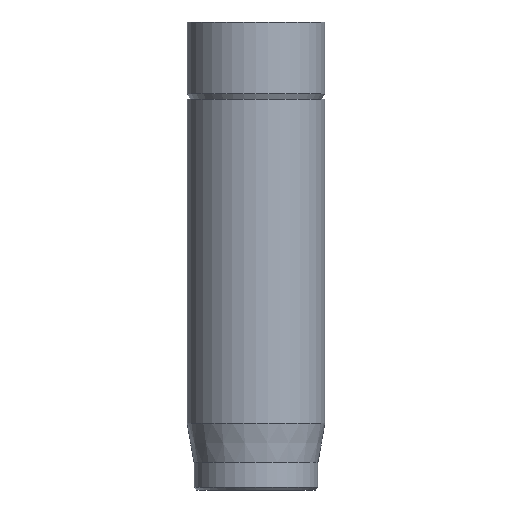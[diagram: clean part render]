
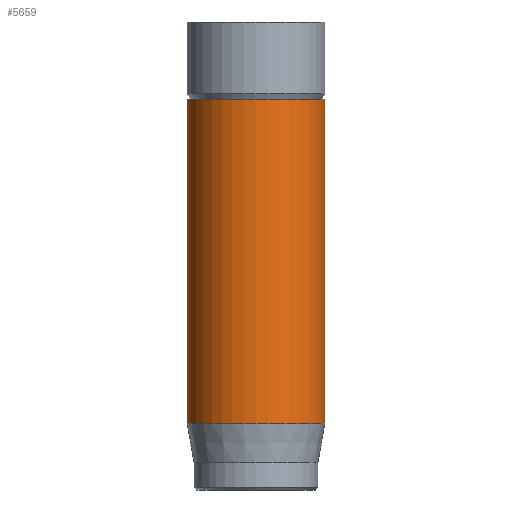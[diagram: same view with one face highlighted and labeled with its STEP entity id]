
A CAD part, front view. The second image highlights one B-rep face of the part: STEP entity #5659.
In plain terms, the highlighted cylindrical face has radius 2.5 mm (diameter 5 mm), a full revolution.
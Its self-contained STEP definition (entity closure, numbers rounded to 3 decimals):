
#811=CYLINDRICAL_SURFACE('',#6069,2.5);
#824=FACE_OUTER_BOUND('',#1154,.T.);
#1154=EDGE_LOOP('',(#3907,#3908,#3909,#3910,#3911));
#1506=LINE('',#6932,#1936);
#1936=VECTOR('',#6243,2.5);
#2363=CIRCLE('',#6051,2.5);
#2372=CIRCLE('',#6067,2.5);
#2373=CIRCLE('',#6068,2.5);
#2385=VERTEX_POINT('',#6896);
#2394=VERTEX_POINT('',#6926);
#2395=VERTEX_POINT('',#6927);
#2979=EDGE_CURVE('',#2385,#2385,#2363,.T.);
#2993=EDGE_CURVE('',#2394,#2395,#2372,.T.);
#2994=EDGE_CURVE('',#2395,#2394,#2373,.T.);
#2996=EDGE_CURVE('',#2385,#2394,#1506,.T.);
#3907=ORIENTED_EDGE('',*,*,#2979,.T.);
#3908=ORIENTED_EDGE('',*,*,#2996,.T.);
#3909=ORIENTED_EDGE('',*,*,#2993,.T.);
#3910=ORIENTED_EDGE('',*,*,#2994,.T.);
#3911=ORIENTED_EDGE('',*,*,#2996,.F.);
#5659=ADVANCED_FACE('',(#824),#811,.T.);
#6051=AXIS2_PLACEMENT_3D('',#6897,#6199,#6200);
#6067=AXIS2_PLACEMENT_3D('',#6928,#6236,#6237);
#6068=AXIS2_PLACEMENT_3D('',#6929,#6238,#6239);
#6069=AXIS2_PLACEMENT_3D('',#6931,#6241,#6242);
#6199=DIRECTION('center_axis',(0.,0.,-1.));
#6200=DIRECTION('ref_axis',(-1.,0.,0.));
#6236=DIRECTION('center_axis',(0.,0.,1.));
#6237=DIRECTION('ref_axis',(-1.,0.,0.));
#6238=DIRECTION('center_axis',(0.,0.,1.));
#6239=DIRECTION('ref_axis',(-1.,0.,0.));
#6241=DIRECTION('center_axis',(0.,0.,1.));
#6242=DIRECTION('ref_axis',(-1.,0.,0.));
#6243=DIRECTION('',(0.,0.,-1.));
#6896=CARTESIAN_POINT('',(2.5,0.,14.2));
#6897=CARTESIAN_POINT('Origin',(0.,0.,14.2));
#6926=CARTESIAN_POINT('',(2.5,0.,2.418));
#6927=CARTESIAN_POINT('',(-2.5,0.,2.418));
#6928=CARTESIAN_POINT('Origin',(0.,0.,2.418));
#6929=CARTESIAN_POINT('Origin',(0.,0.,2.418));
#6931=CARTESIAN_POINT('Origin',(0.,0.,0.));
#6932=CARTESIAN_POINT('',(2.5,0.,0.));
